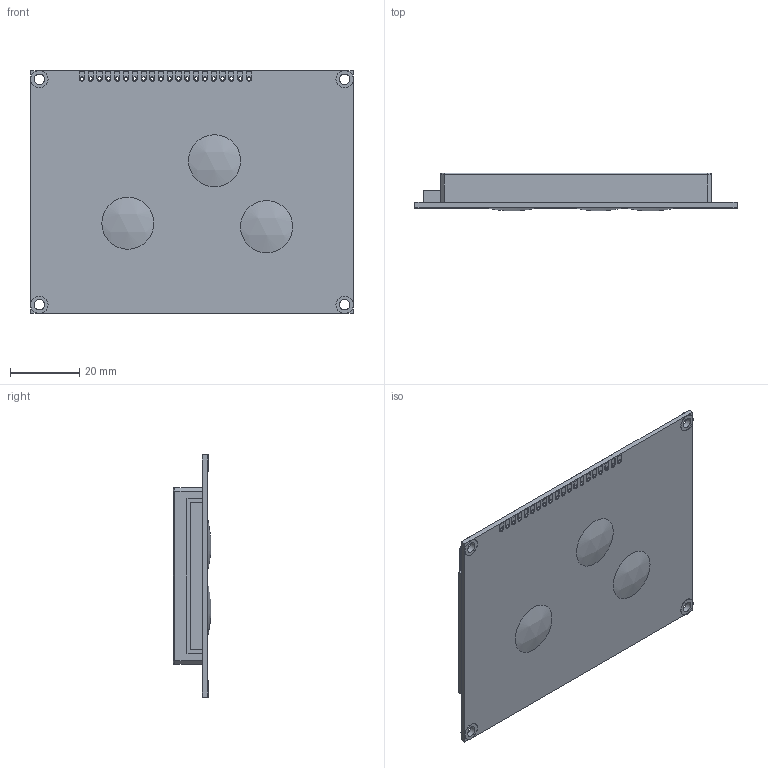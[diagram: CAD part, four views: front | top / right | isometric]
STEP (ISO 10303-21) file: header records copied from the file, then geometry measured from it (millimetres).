
FILE_DESCRIPTION(/* description */ (''),/* implementation_level */ '2;1');
FILE_NAME(/* name */ 'model.step',/* time_stamp */ '2021-08-25T09:24:23+07:00',/* author */ (''),/* organization */ (''),/* preprocessor_version */ 'ST-DEVELOPER v18.1',/* originating_system */ 'Autodesk Translation Framework v10.10.0.1391',/* authorisation */ '');
FILE_SCHEMA (('AUTOMOTIVE_DESIGN { 1 0 10303 214 3 1 1 }'));
Length unit declared in the file: millimetre
Products named in the file (1): 12864B
Bounding box: 93 x 10.89 x 70 mm (x, y, z)
Volume: 37525.4 mm3; surface area: 32303.7 mm2
Topology: 3 solids, 3 shells, 304 faces, 731 edges, 479 vertices
Faces by surface type: plane 213, cylinder 88, sphere 3
Full cylindrical faces by diameter (mm): 1 x20, 3 x4, 5 x8
Entity records: 8991 total; most frequent: DIRECTION 1524, CARTESIAN_POINT 1515, ORIENTED_EDGE 1462, EDGE_CURVE 731, LINE 548, VECTOR 548, AXIS2_PLACEMENT_3D 488, VERTEX_POINT 479
